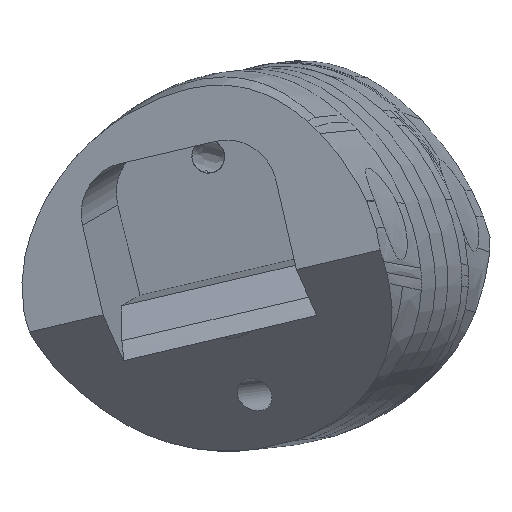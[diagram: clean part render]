
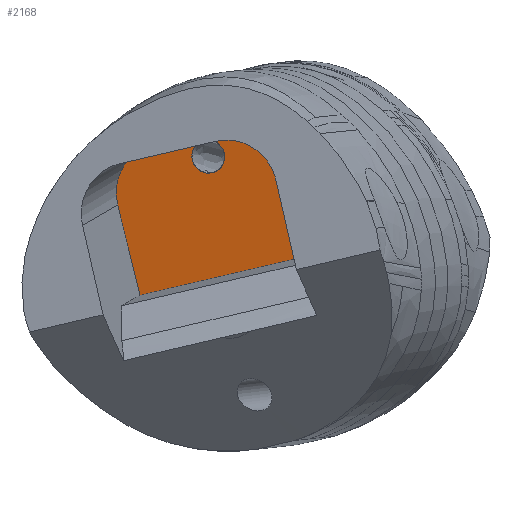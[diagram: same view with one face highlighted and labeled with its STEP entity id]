
A CAD part, top view. The second image highlights one B-rep face of the part: STEP entity #2168.
In plain terms, the highlighted planar face has unit normal (-0.182, -0.107, 0.977).
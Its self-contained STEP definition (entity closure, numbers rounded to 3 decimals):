
#337=CIRCLE('',#2321,1.);
#338=CIRCLE('',#2323,3.1);
#339=CIRCLE('',#2324,3.1);
#355=FACE_BOUND('',#517,.T.);
#389=FACE_OUTER_BOUND('',#516,.T.);
#516=EDGE_LOOP('',(#1584,#1585,#1586,#1587,#1588,#1589));
#517=EDGE_LOOP('',(#1590));
#684=LINE('',#2945,#788);
#688=LINE('',#2958,#792);
#689=LINE('',#2961,#793);
#690=LINE('',#2962,#794);
#788=VECTOR('',#2529,10.);
#792=VECTOR('',#2541,10.);
#793=VECTOR('',#2544,10.);
#794=VECTOR('',#2545,10.);
#893=VERTEX_POINT('',#2942);
#894=VERTEX_POINT('',#2944);
#896=VERTEX_POINT('',#2950);
#897=VERTEX_POINT('',#2954);
#898=VERTEX_POINT('',#2955);
#899=VERTEX_POINT('',#2957);
#900=VERTEX_POINT('',#2960);
#1152=EDGE_CURVE('',#893,#894,#684,.F.);
#1156=EDGE_CURVE('',#896,#896,#337,.F.);
#1157=EDGE_CURVE('',#897,#898,#338,.F.);
#1158=EDGE_CURVE('',#899,#898,#688,.T.);
#1159=EDGE_CURVE('',#899,#894,#339,.F.);
#1160=EDGE_CURVE('',#893,#900,#689,.F.);
#1161=EDGE_CURVE('',#900,#897,#690,.F.);
#1584=ORIENTED_EDGE('',*,*,#1157,.T.);
#1585=ORIENTED_EDGE('',*,*,#1158,.F.);
#1586=ORIENTED_EDGE('',*,*,#1159,.T.);
#1587=ORIENTED_EDGE('',*,*,#1152,.F.);
#1588=ORIENTED_EDGE('',*,*,#1160,.T.);
#1589=ORIENTED_EDGE('',*,*,#1161,.T.);
#1590=ORIENTED_EDGE('',*,*,#1156,.F.);
#2126=PLANE('',#2322);
#2168=ADVANCED_FACE('',(#389,#355),#2126,.F.);
#2321=AXIS2_PLACEMENT_3D('',#2952,#2535,#2536);
#2322=AXIS2_PLACEMENT_3D('',#2953,#2537,#2538);
#2323=AXIS2_PLACEMENT_3D('',#2956,#2539,#2540);
#2324=AXIS2_PLACEMENT_3D('',#2959,#2542,#2543);
#2529=DIRECTION('',(0.239,-0.969,-0.062));
#2535=DIRECTION('center_axis',(0.182,0.107,-0.977));
#2536=DIRECTION('ref_axis',(0.239,-0.969,-0.062));
#2537=DIRECTION('center_axis',(0.182,0.107,-0.977));
#2538=DIRECTION('ref_axis',(-0.239,0.969,0.062));
#2539=DIRECTION('center_axis',(0.182,0.107,-0.977));
#2540=DIRECTION('ref_axis',(0.505,0.843,0.187));
#2541=DIRECTION('',(0.954,0.223,0.202));
#2542=DIRECTION('center_axis',(0.182,0.107,-0.977));
#2543=DIRECTION('ref_axis',(-0.844,0.528,-0.099));
#2544=DIRECTION('',(-0.954,-0.223,-0.202));
#2545=DIRECTION('',(0.239,-0.969,-0.062));
#2942=CARTESIAN_POINT('',(-21.828,15.093,166.541));
#2944=CARTESIAN_POINT('',(-23.167,20.52,166.886));
#2945=CARTESIAN_POINT('',(-21.852,15.19,166.547));
#2950=CARTESIAN_POINT('',(-17.972,24.397,168.28));
#2952=CARTESIAN_POINT('Origin',(-17.732,23.428,168.218));
#2953=CARTESIAN_POINT('Origin',(-21.756,15.213,166.567));
#2954=CARTESIAN_POINT('',(-11.532,23.235,169.352));
#2955=CARTESIAN_POINT('',(-15.23,25.549,168.917));
#2956=CARTESIAN_POINT('Origin',(-14.488,22.545,168.726));
#2957=CARTESIAN_POINT('',(-20.952,24.214,167.704));
#2958=CARTESIAN_POINT('',(-23.814,23.546,167.098));
#2959=CARTESIAN_POINT('Origin',(-20.211,21.21,167.513));
#2960=CARTESIAN_POINT('',(-10.192,17.809,169.007));
#2961=CARTESIAN_POINT('',(-21.732,15.116,166.561));
#2962=CARTESIAN_POINT('',(-10.216,17.906,169.013));
